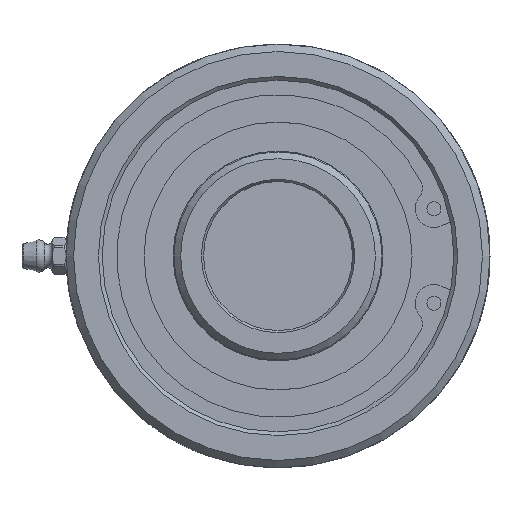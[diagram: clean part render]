
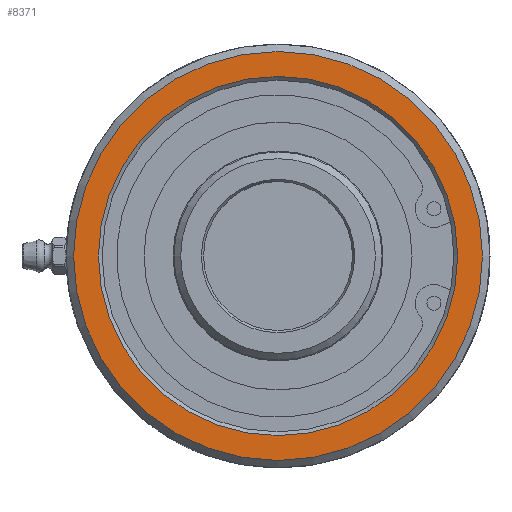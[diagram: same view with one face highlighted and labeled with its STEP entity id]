
A CAD part, left-side view. The second image highlights one B-rep face of the part: STEP entity #8371.
In plain terms, the highlighted planar face has unit normal (-1, 0, 0).
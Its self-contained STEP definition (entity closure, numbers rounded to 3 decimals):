
#573=FACE_BOUND('',#2790,.T.);
#677=PLANE('',#8991);
#1797=CIRCLE('',#8989,38.34);
#1798=CIRCLE('',#8992,43.65);
#2270=FACE_OUTER_BOUND('',#2789,.T.);
#2789=EDGE_LOOP('',(#7410));
#2790=EDGE_LOOP('',(#7411));
#3991=VERTEX_POINT('',#60626);
#3992=VERTEX_POINT('',#60632);
#5162=EDGE_CURVE('',#3991,#3991,#1797,.T.);
#5164=EDGE_CURVE('',#3992,#3992,#1798,.T.);
#7410=ORIENTED_EDGE('',*,*,#5164,.F.);
#7411=ORIENTED_EDGE('',*,*,#5162,.F.);
#8371=ADVANCED_FACE('',(#2270,#573),#677,.T.);
#8989=AXIS2_PLACEMENT_3D('',#60628,#10506,#10507);
#8991=AXIS2_PLACEMENT_3D('',#60631,#10511,#10512);
#8992=AXIS2_PLACEMENT_3D('',#60633,#10513,#10514);
#10506=DIRECTION('center_axis',(-1.,0.,0.));
#10507=DIRECTION('ref_axis',(0.,-1.,0.));
#10511=DIRECTION('center_axis',(-1.,0.,0.));
#10512=DIRECTION('ref_axis',(0.,0.,1.));
#10513=DIRECTION('center_axis',(1.,0.,0.));
#10514=DIRECTION('ref_axis',(0.,-1.,0.));
#60626=CARTESIAN_POINT('',(1.9,38.34,0.));
#60628=CARTESIAN_POINT('Origin',(1.9,0.,0.));
#60631=CARTESIAN_POINT('Origin',(1.9,22.625,0.));
#60632=CARTESIAN_POINT('',(1.9,43.65,0.));
#60633=CARTESIAN_POINT('Origin',(1.9,0.,0.));
